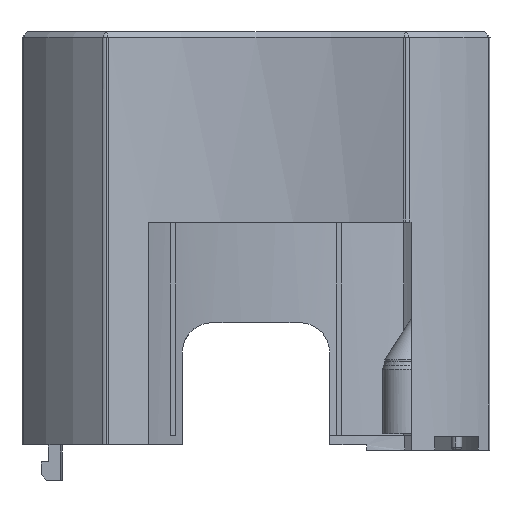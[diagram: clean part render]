
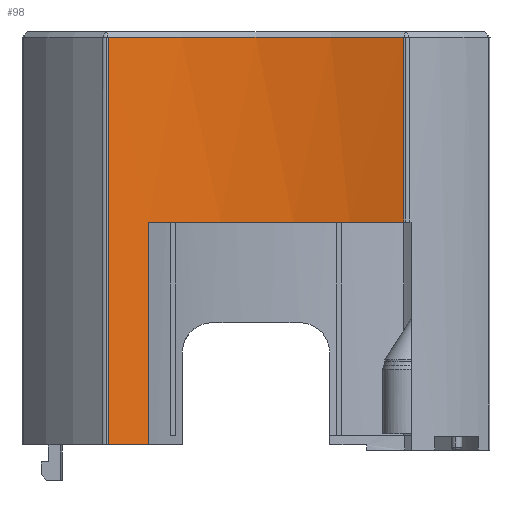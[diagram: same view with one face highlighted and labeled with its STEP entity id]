
A CAD part, front view. The second image highlights one B-rep face of the part: STEP entity #98.
In plain terms, the highlighted cylindrical face has radius 67.6 mm (diameter 135.2 mm), a partial arc.
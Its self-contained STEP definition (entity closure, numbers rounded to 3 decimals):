
#98 = ADVANCED_FACE ( 'NONE', ( #22275 ), #1628, .F. ) ;
#363 = CARTESIAN_POINT ( 'NONE',  ( -3.028, -27.754, -25.5 ) ) ;
#416 = CARTESIAN_POINT ( 'NONE',  ( 0., -96.314, -0.391 ) ) ;
#565 = CARTESIAN_POINT ( 'NONE',  ( -14.575, -30.303, -45.7 ) ) ;
#1628 = CYLINDRICAL_SURFACE ( 'NONE', #24308, 67.6 ) ;
#2389 = DIRECTION ( 'NONE',  ( 0., -1., 0. ) ) ;
#2871 = VECTOR ( 'NONE', #5098, 1000. ) ;
#3507 = LINE ( 'NONE', #20616, #2871 ) ;
#4058 = CARTESIAN_POINT ( 'NONE',  ( 0., -96.313, -57.641 ) ) ;
#4082 = CARTESIAN_POINT ( 'NONE',  ( -14.575, -30.303, -55.8 ) ) ;
#5098 = DIRECTION ( 'NONE',  ( 0., 0., 1. ) ) ;
#6259 = CARTESIAN_POINT ( 'NONE',  ( 20.077, -31.764, -25.5 ) ) ;
#6453 = CARTESIAN_POINT ( 'NONE',  ( -14.575, -30.303, -35.6 ) ) ;
#7109 = B_SPLINE_CURVE_WITH_KNOTS ( 'NONE', 3,
 ( #14193, #565, #6453, #20093 ),
 .UNSPECIFIED., .F., .F.,
 ( 4, 4 ),
 ( 2953.44, 2953.471 ),
 .UNSPECIFIED. ) ;
#7337 = AXIS2_PLACEMENT_3D ( 'NONE', #416, #14046, #2389 ) ;
#7988 = CARTESIAN_POINT ( 'NONE',  ( -20.077, -31.763, -55.8 ) ) ;
#8020 = VERTEX_POINT ( 'NONE', #14464 ) ;
#9876 = VERTEX_POINT ( 'NONE', #15244 ) ;
#10191 =( BOUNDED_CURVE ( )  B_SPLINE_CURVE ( 3, ( #15966, #363, #17958, #6259 ),
 .UNSPECIFIED., .F., .F. ) 
 B_SPLINE_CURVE_WITH_KNOTS ( ( 4, 4 ),
 ( 3.122, 3.641 ),
 .UNSPECIFIED. ) 
 CURVE ( )  GEOMETRIC_REPRESENTATION_ITEM ( )  RATIONAL_B_SPLINE_CURVE ( ( 1., 0.978, 0.978, 1. ) ) 
 REPRESENTATION_ITEM ( '' )  );
#11626 = VERTEX_POINT ( 'NONE', #23498 ) ;
#11793 = DIRECTION ( 'NONE',  ( 0., -1., 0. ) ) ;
#11909 = CARTESIAN_POINT ( 'NONE',  ( -20.077, -31.764, -0.39 ) ) ;
#12319 = CIRCLE ( 'NONE', #7337, 67.6 ) ;
#12797 = ORIENTED_EDGE ( 'NONE', *, *, #21402, .T. ) ;
#14046 = DIRECTION ( 'NONE',  ( 0., 0., 1. ) ) ;
#14193 = CARTESIAN_POINT ( 'NONE',  ( -14.575, -30.303, -55.8 ) ) ;
#14464 = CARTESIAN_POINT ( 'NONE',  ( -14.575, -30.303, -55.8 ) ) ;
#14825 = ORIENTED_EDGE ( 'NONE', *, *, #21927, .F. ) ;
#15244 = CARTESIAN_POINT ( 'NONE',  ( -20.077, -31.763, -55.8 ) ) ;
#15341 = ORIENTED_EDGE ( 'NONE', *, *, #21740, .T. ) ;
#15378 = VERTEX_POINT ( 'NONE', #22810 ) ;
#15692 = ORIENTED_EDGE ( 'NONE', *, *, #20855, .F. ) ;
#15724 = DIRECTION ( 'NONE',  ( 0., 0., 1. ) ) ;
#15745 = CARTESIAN_POINT ( 'NONE',  ( -16.429, -30.712, -55.8 ) ) ;
#15834 = ORIENTED_EDGE ( 'NONE', *, *, #20651, .T. ) ;
#15966 = CARTESIAN_POINT ( 'NONE',  ( -14.575, -30.303, -25.5 ) ) ;
#17333 = EDGE_CURVE ( 'NONE', #8020, #11626, #7109, .T. ) ;
#17958 = CARTESIAN_POINT ( 'NONE',  ( 8.786, -28.252, -25.5 ) ) ;
#19143 = VECTOR ( 'NONE', #24582, 1000. ) ;
#19459 = ORIENTED_EDGE ( 'NONE', *, *, #17333, .T. ) ;
#19682 = CARTESIAN_POINT ( 'NONE',  ( -18.264, -31.199, -55.8 ) ) ;
#20093 = CARTESIAN_POINT ( 'NONE',  ( -14.575, -30.303, -25.5 ) ) ;
#20238 = EDGE_LOOP ( 'NONE', ( #15834, #15341, #14825, #15692, #19459, #12797 ) ) ;
#20616 = CARTESIAN_POINT ( 'NONE',  ( -20.077, -31.763, -57.64 ) ) ;
#20651 = EDGE_CURVE ( 'NONE', #23516, #15378, #24889, .T. ) ;
#20855 = EDGE_CURVE ( 'NONE', #8020, #9876, #24879, .T. ) ;
#21402 = EDGE_CURVE ( 'NONE', #11626, #23516, #10191, .T. ) ;
#21740 = EDGE_CURVE ( 'NONE', #15378, #22157, #12319, .T. ) ;
#21927 = EDGE_CURVE ( 'NONE', #9876, #22157, #3507, .T. ) ;
#22157 = VERTEX_POINT ( 'NONE', #11909 ) ;
#22230 = CARTESIAN_POINT ( 'NONE',  ( 20.077, -31.764, -25.5 ) ) ;
#22275 = FACE_OUTER_BOUND ( 'NONE', #20238, .T. ) ;
#22615 = CARTESIAN_POINT ( 'NONE',  ( 20.077, -31.763, -57.64 ) ) ;
#22810 = CARTESIAN_POINT ( 'NONE',  ( 20.077, -31.764, -0.39 ) ) ;
#23498 = CARTESIAN_POINT ( 'NONE',  ( -14.575, -30.303, -25.5 ) ) ;
#23516 = VERTEX_POINT ( 'NONE', #22230 ) ;
#24308 = AXIS2_PLACEMENT_3D ( 'NONE', #4058, #15724, #11793 ) ;
#24582 = DIRECTION ( 'NONE',  ( 0., 0., 1. ) ) ;
#24879 =( BOUNDED_CURVE ( )  B_SPLINE_CURVE ( 3, ( #4082, #15745, #19682, #7988 ),
 .UNSPECIFIED., .F., .F. ) 
 B_SPLINE_CURVE_WITH_KNOTS ( ( 4, 4 ),
 ( 3.161, 3.245 ),
 .UNSPECIFIED. ) 
 CURVE ( )  GEOMETRIC_REPRESENTATION_ITEM ( )  RATIONAL_B_SPLINE_CURVE ( ( 1., 0.999, 0.999, 1. ) ) 
 REPRESENTATION_ITEM ( '' )  );
#24889 = LINE ( 'NONE', #22615, #19143 ) ;
